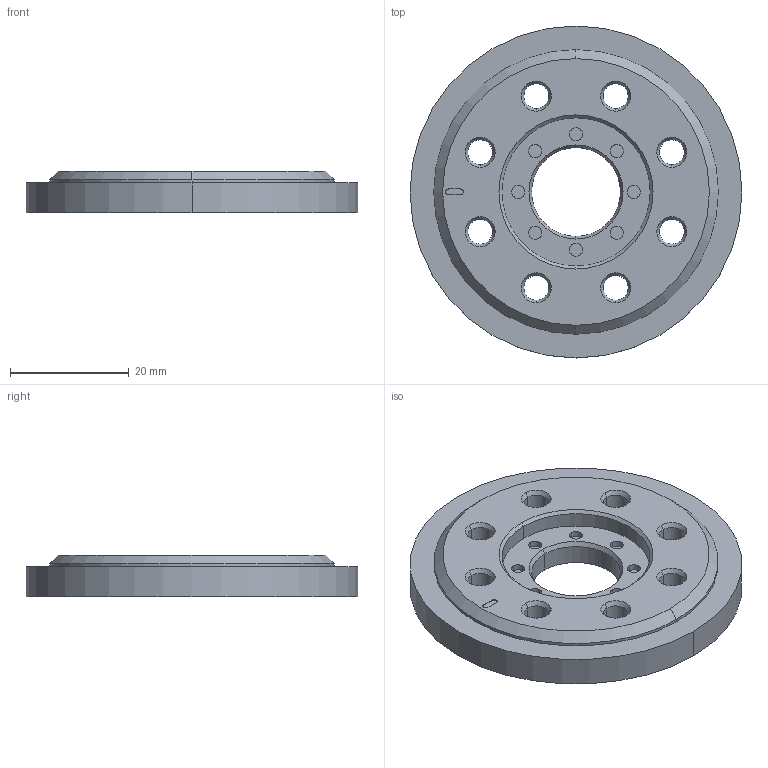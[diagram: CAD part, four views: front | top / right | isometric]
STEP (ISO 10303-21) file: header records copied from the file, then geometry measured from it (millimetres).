
FILE_DESCRIPTION (( 'STEP AP203' ), '1' );
FILE_NAME ('X8 Actuator Joint.step_Default_sldprt.STEP', '2022-11-09T04:43:10', ( '' ), ( '' ), 'SwSTEP 2.0', 'SolidWorks 2022', '' );
FILE_SCHEMA (( 'CONFIG_CONTROL_DESIGN' ));
Length unit declared in the file: millimetre
Products named in the file (1): X8 Actuator Joint.step_Default_sldprt
Bounding box: 56 x 56 x 7.05 mm (x, y, z)
Volume: 12854.7 mm3; surface area: 6566.4 mm2
Topology: 1 solids, 1 shells, 79 faces, 176 edges, 110 vertices
Faces by surface type: cylinder 42, cone 22, plane 15
Entity records: 2333 total; most frequent: DIRECTION 442, CARTESIAN_POINT 366, ORIENTED_EDGE 352, AXIS2_PLACEMENT_3D 186, EDGE_CURVE 176, VERTEX_POINT 110, EDGE_LOOP 108, CIRCLE 106
